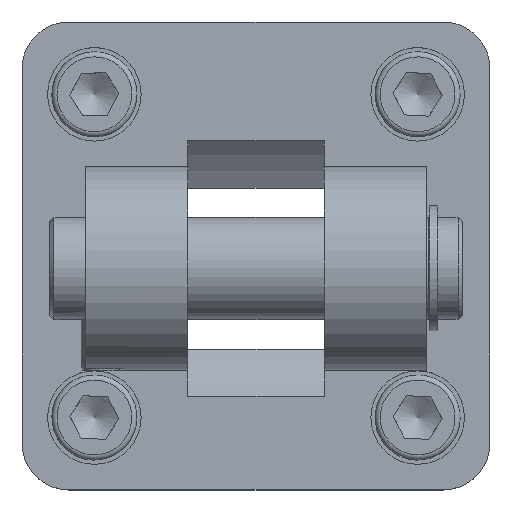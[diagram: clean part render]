
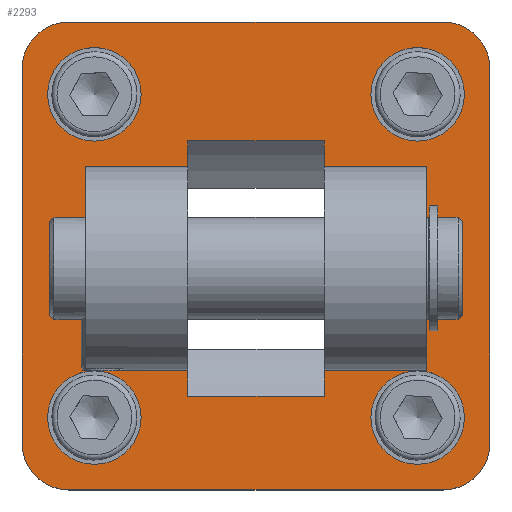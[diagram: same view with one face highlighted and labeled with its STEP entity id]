
A CAD part, top view. The second image highlights one B-rep face of the part: STEP entity #2293.
In plain terms, the highlighted planar face has unit normal (0, 0, 1).
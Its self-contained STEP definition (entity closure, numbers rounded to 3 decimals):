
#64=FACE_BOUND('',#481,.T.);
#65=FACE_BOUND('',#482,.T.);
#66=FACE_BOUND('',#483,.T.);
#141=PLANE('',#2514);
#299=FACE_OUTER_BOUND('',#480,.T.);
#480=EDGE_LOOP('',(#1819,#1820,#1821,#1822,#1823,#1824,#1825,#1826));
#481=EDGE_LOOP('',(#1827,#1828,#1829,#1830,#1831,#1832,#1833,#1834,#1835,
#1836,#1837,#1838,#1839,#1840,#1841,#1842));
#482=EDGE_LOOP('',(#1843));
#483=EDGE_LOOP('',(#1844));
#630=CIRCLE('',#2515,5.5);
#631=CIRCLE('',#2516,5.5);
#632=CIRCLE('',#2517,5.5);
#633=CIRCLE('',#2518,5.5);
#634=CIRCLE('',#2519,5.5);
#635=CIRCLE('',#2520,5.5);
#636=CIRCLE('',#2521,5.5);
#637=CIRCLE('',#2522,5.5);
#764=LINE('',#3789,#909);
#765=LINE('',#3795,#910);
#766=LINE('',#3800,#911);
#767=LINE('',#3804,#912);
#768=LINE('',#3808,#913);
#769=LINE('',#3812,#914);
#770=LINE('',#3815,#915);
#771=LINE('',#3817,#916);
#772=LINE('',#3820,#917);
#773=LINE('',#3822,#918);
#774=LINE('',#3824,#919);
#775=LINE('',#3825,#920);
#776=LINE('',#3827,#921);
#777=LINE('',#3829,#922);
#778=LINE('',#3831,#923);
#779=LINE('',#3833,#924);
#780=LINE('',#3836,#925);
#781=LINE('',#3837,#926);
#909=VECTOR('',#3029,16.);
#910=VECTOR('',#3036,16.);
#911=VECTOR('',#3041,44.);
#912=VECTOR('',#3044,44.);
#913=VECTOR('',#3047,44.);
#914=VECTOR('',#3050,44.);
#915=VECTOR('',#3053,3.022);
#916=VECTOR('',#3054,11.);
#917=VECTOR('',#3057,1.);
#918=VECTOR('',#3058,24.);
#919=VECTOR('',#3059,12.);
#920=VECTOR('',#3060,3.022);
#921=VECTOR('',#3061,3.022);
#922=VECTOR('',#3062,12.);
#923=VECTOR('',#3063,24.);
#924=VECTOR('',#3064,1.);
#925=VECTOR('',#3067,11.);
#926=VECTOR('',#3068,3.022);
#1114=VERTEX_POINT('',#3786);
#1115=VERTEX_POINT('',#3788);
#1116=VERTEX_POINT('',#3792);
#1117=VERTEX_POINT('',#3794);
#1118=VERTEX_POINT('',#3798);
#1119=VERTEX_POINT('',#3799);
#1120=VERTEX_POINT('',#3801);
#1121=VERTEX_POINT('',#3803);
#1122=VERTEX_POINT('',#3805);
#1123=VERTEX_POINT('',#3807);
#1124=VERTEX_POINT('',#3809);
#1125=VERTEX_POINT('',#3811);
#1126=VERTEX_POINT('',#3814);
#1127=VERTEX_POINT('',#3816);
#1128=VERTEX_POINT('',#3819);
#1129=VERTEX_POINT('',#3821);
#1130=VERTEX_POINT('',#3823);
#1131=VERTEX_POINT('',#3826);
#1132=VERTEX_POINT('',#3828);
#1133=VERTEX_POINT('',#3830);
#1134=VERTEX_POINT('',#3832);
#1135=VERTEX_POINT('',#3835);
#1136=VERTEX_POINT('',#3838);
#1137=VERTEX_POINT('',#3840);
#1372=EDGE_CURVE('',#1115,#1114,#764,.T.);
#1375=EDGE_CURVE('',#1117,#1116,#765,.T.);
#1377=EDGE_CURVE('',#1118,#1119,#766,.T.);
#1378=EDGE_CURVE('',#1120,#1118,#630,.T.);
#1379=EDGE_CURVE('',#1121,#1120,#767,.T.);
#1380=EDGE_CURVE('',#1122,#1121,#631,.T.);
#1381=EDGE_CURVE('',#1123,#1122,#768,.T.);
#1382=EDGE_CURVE('',#1124,#1123,#632,.T.);
#1383=EDGE_CURVE('',#1125,#1124,#769,.T.);
#1384=EDGE_CURVE('',#1119,#1125,#633,.T.);
#1385=EDGE_CURVE('',#1114,#1126,#770,.T.);
#1386=EDGE_CURVE('',#1126,#1127,#771,.T.);
#1387=EDGE_CURVE('',#1127,#1127,#634,.T.);
#1388=EDGE_CURVE('',#1127,#1128,#772,.T.);
#1389=EDGE_CURVE('',#1128,#1129,#773,.T.);
#1390=EDGE_CURVE('',#1129,#1130,#774,.T.);
#1391=EDGE_CURVE('',#1130,#1117,#775,.T.);
#1392=EDGE_CURVE('',#1116,#1131,#776,.T.);
#1393=EDGE_CURVE('',#1131,#1132,#777,.T.);
#1394=EDGE_CURVE('',#1132,#1133,#778,.T.);
#1395=EDGE_CURVE('',#1133,#1134,#779,.T.);
#1396=EDGE_CURVE('',#1134,#1134,#635,.T.);
#1397=EDGE_CURVE('',#1134,#1135,#780,.T.);
#1398=EDGE_CURVE('',#1135,#1115,#781,.T.);
#1399=EDGE_CURVE('',#1136,#1136,#636,.T.);
#1400=EDGE_CURVE('',#1137,#1137,#637,.T.);
#1819=ORIENTED_EDGE('',*,*,#1377,.F.);
#1820=ORIENTED_EDGE('',*,*,#1378,.F.);
#1821=ORIENTED_EDGE('',*,*,#1379,.F.);
#1822=ORIENTED_EDGE('',*,*,#1380,.F.);
#1823=ORIENTED_EDGE('',*,*,#1381,.F.);
#1824=ORIENTED_EDGE('',*,*,#1382,.F.);
#1825=ORIENTED_EDGE('',*,*,#1383,.F.);
#1826=ORIENTED_EDGE('',*,*,#1384,.F.);
#1827=ORIENTED_EDGE('',*,*,#1385,.T.);
#1828=ORIENTED_EDGE('',*,*,#1386,.T.);
#1829=ORIENTED_EDGE('',*,*,#1387,.T.);
#1830=ORIENTED_EDGE('',*,*,#1388,.T.);
#1831=ORIENTED_EDGE('',*,*,#1389,.T.);
#1832=ORIENTED_EDGE('',*,*,#1390,.T.);
#1833=ORIENTED_EDGE('',*,*,#1391,.T.);
#1834=ORIENTED_EDGE('',*,*,#1375,.T.);
#1835=ORIENTED_EDGE('',*,*,#1392,.T.);
#1836=ORIENTED_EDGE('',*,*,#1393,.T.);
#1837=ORIENTED_EDGE('',*,*,#1394,.T.);
#1838=ORIENTED_EDGE('',*,*,#1395,.T.);
#1839=ORIENTED_EDGE('',*,*,#1396,.T.);
#1840=ORIENTED_EDGE('',*,*,#1397,.T.);
#1841=ORIENTED_EDGE('',*,*,#1398,.T.);
#1842=ORIENTED_EDGE('',*,*,#1372,.T.);
#1843=ORIENTED_EDGE('',*,*,#1399,.T.);
#1844=ORIENTED_EDGE('',*,*,#1400,.T.);
#2293=ADVANCED_FACE('',(#299,#64,#65,#66),#141,.T.);
#2514=AXIS2_PLACEMENT_3D('',#3797,#3039,#3040);
#2515=AXIS2_PLACEMENT_3D('',#3802,#3042,#3043);
#2516=AXIS2_PLACEMENT_3D('',#3806,#3045,#3046);
#2517=AXIS2_PLACEMENT_3D('',#3810,#3048,#3049);
#2518=AXIS2_PLACEMENT_3D('',#3813,#3051,#3052);
#2519=AXIS2_PLACEMENT_3D('',#3818,#3055,#3056);
#2520=AXIS2_PLACEMENT_3D('',#3834,#3065,#3066);
#2521=AXIS2_PLACEMENT_3D('',#3839,#3069,#3070);
#2522=AXIS2_PLACEMENT_3D('',#3841,#3071,#3072);
#3029=DIRECTION('',(-1.,0.,0.));
#3036=DIRECTION('',(1.,0.,0.));
#3039=DIRECTION('center_axis',(0.,0.,
1.));
#3040=DIRECTION('ref_axis',(0.,1.,0.));
#3041=DIRECTION('',(0.,1.,0.));
#3042=DIRECTION('center_axis',(0.,0.,
-1.));
#3043=DIRECTION('ref_axis',(-1.,0.,0.));
#3044=DIRECTION('',(-1.,0.,0.));
#3045=DIRECTION('center_axis',(0.,0.,
-1.));
#3046=DIRECTION('ref_axis',(0.,-1.,0.));
#3047=DIRECTION('',(0.,-1.,0.));
#3048=DIRECTION('center_axis',(0.,0.,
-1.));
#3049=DIRECTION('ref_axis',(1.,0.,0.));
#3050=DIRECTION('',(1.,0.,0.));
#3051=DIRECTION('center_axis',(0.,0.,
-1.));
#3052=DIRECTION('ref_axis',(0.,1.,0.));
#3053=DIRECTION('',(0.,1.,0.));
#3054=DIRECTION('',(-1.,0.,0.));
#3055=DIRECTION('center_axis',(0.,0.,
-1.));
#3056=DIRECTION('ref_axis',(0.,-1.,0.));
#3057=DIRECTION('',(-1.,0.,0.));
#3058=DIRECTION('',(0.,1.,0.));
#3059=DIRECTION('',(1.,0.,0.));
#3060=DIRECTION('',(0.,1.,0.));
#3061=DIRECTION('',(0.,-1.,0.));
#3062=DIRECTION('',(1.,0.,0.));
#3063=DIRECTION('',(0.,-1.,0.));
#3064=DIRECTION('',(-1.,0.,0.));
#3065=DIRECTION('center_axis',(0.,0.,
-1.));
#3066=DIRECTION('ref_axis',(0.,-1.,0.));
#3067=DIRECTION('',(-1.,0.,0.));
#3068=DIRECTION('',(0.,-1.,0.));
#3069=DIRECTION('center_axis',(0.,0.,
-1.));
#3070=DIRECTION('ref_axis',(0.,-1.,0.));
#3071=DIRECTION('center_axis',(0.,0.,
-1.));
#3072=DIRECTION('ref_axis',(0.,-1.,0.));
#3786=CARTESIAN_POINT('',(-8.,-16.522,10.));
#3788=CARTESIAN_POINT('',(8.,-16.522,10.));
#3789=CARTESIAN_POINT('',(-8.,-16.522,10.));
#3792=CARTESIAN_POINT('',(8.,13.522,10.));
#3794=CARTESIAN_POINT('',(-8.,13.522,10.));
#3795=CARTESIAN_POINT('',(-8.,13.522,10.));
#3797=CARTESIAN_POINT('Origin',(0.,0.,
10.));
#3798=CARTESIAN_POINT('',(-27.5,-22.,10.));
#3799=CARTESIAN_POINT('',(-27.5,22.,10.));
#3800=CARTESIAN_POINT('',(-27.5,22.,10.));
#3801=CARTESIAN_POINT('',(-22.,-27.5,10.));
#3802=CARTESIAN_POINT('Origin',(-22.,-22.,10.));
#3803=CARTESIAN_POINT('',(22.,-27.5,10.));
#3804=CARTESIAN_POINT('',(-22.,-27.5,10.));
#3805=CARTESIAN_POINT('',(27.5,-22.,10.));
#3806=CARTESIAN_POINT('Origin',(22.,-22.,10.));
#3807=CARTESIAN_POINT('',(27.5,22.,10.));
#3808=CARTESIAN_POINT('',(27.5,-22.,10.));
#3809=CARTESIAN_POINT('',(22.,27.5,10.));
#3810=CARTESIAN_POINT('Origin',(22.,22.,10.));
#3811=CARTESIAN_POINT('',(-22.,27.5,10.));
#3812=CARTESIAN_POINT('',(22.,27.5,10.));
#3813=CARTESIAN_POINT('Origin',(-22.,22.,10.));
#3814=CARTESIAN_POINT('',(-8.,-13.5,10.));
#3815=CARTESIAN_POINT('',(-8.,-0.75,10.));
#3816=CARTESIAN_POINT('',(-19.,-13.5,10.));
#3817=CARTESIAN_POINT('',(-10.,-13.5,10.));
#3818=CARTESIAN_POINT('Origin',(-19.,-19.,10.));
#3819=CARTESIAN_POINT('',(-20.,-13.5,10.));
#3820=CARTESIAN_POINT('',(-10.,-13.5,10.));
#3821=CARTESIAN_POINT('',(-20.,10.5,10.));
#3822=CARTESIAN_POINT('',(-20.,-0.75,10.));
#3823=CARTESIAN_POINT('',(-8.,10.5,10.));
#3824=CARTESIAN_POINT('',(-10.,10.5,10.));
#3825=CARTESIAN_POINT('',(-8.,-0.75,10.));
#3826=CARTESIAN_POINT('',(8.,10.5,10.));
#3827=CARTESIAN_POINT('',(8.,-0.75,10.));
#3828=CARTESIAN_POINT('',(20.,10.5,10.));
#3829=CARTESIAN_POINT('',(10.,10.5,10.));
#3830=CARTESIAN_POINT('',(20.,-13.5,10.));
#3831=CARTESIAN_POINT('',(20.,-0.75,10.));
#3832=CARTESIAN_POINT('',(19.,-13.5,10.));
#3833=CARTESIAN_POINT('',(10.,-13.5,10.));
#3834=CARTESIAN_POINT('Origin',(19.,-19.,10.));
#3835=CARTESIAN_POINT('',(8.,-13.5,10.));
#3836=CARTESIAN_POINT('',(10.,-13.5,10.));
#3837=CARTESIAN_POINT('',(8.,-0.75,10.));
#3838=CARTESIAN_POINT('',(-19.,24.5,10.));
#3839=CARTESIAN_POINT('Origin',(-19.,19.,10.));
#3840=CARTESIAN_POINT('',(19.,24.5,10.));
#3841=CARTESIAN_POINT('Origin',(19.,19.,10.));
